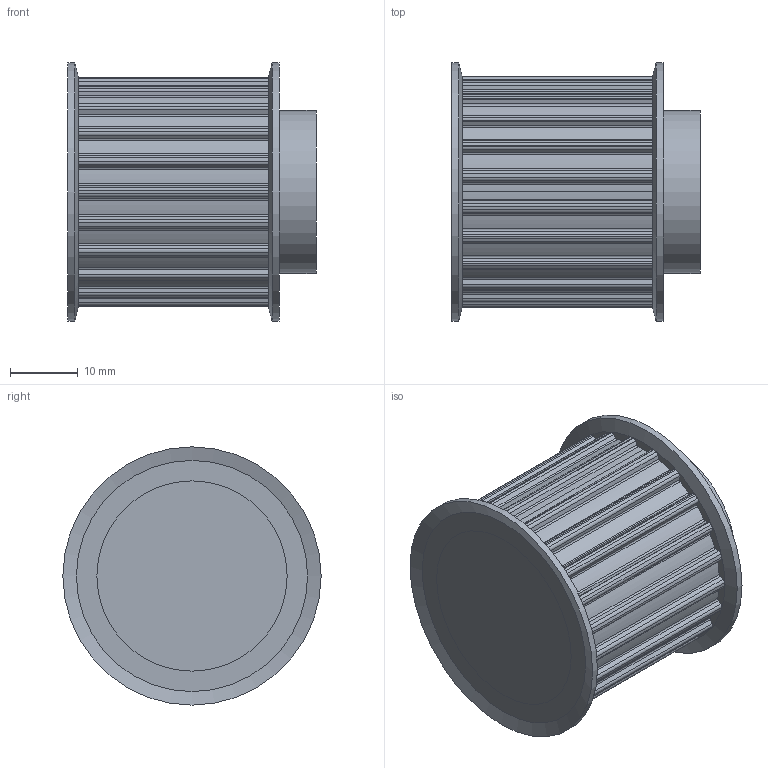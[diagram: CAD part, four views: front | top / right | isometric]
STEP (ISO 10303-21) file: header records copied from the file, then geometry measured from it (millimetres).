
FILE_DESCRIPTION(/* description */ ('Alibre Inc.'),/* implementation_level */ '2;1');
FILE_NAME(/* name */ 'export-22F203B2-5078-4433-B9C5-65C994B835F9',/* time_stamp */ '2023-12-11T15:32:50+01:00',/* author */ (''),/* organization */ (''),/* preprocessor_version */ 'ST-DEVELOPER v17',/* originating_system */ 'Alibre',/* authorisation */ '');
FILE_SCHEMA (('AUTOMOTIVE_DESIGN'));
Length unit declared in the file: millimetre
Products named in the file (3): 5030000207; 60036022BODY; 60036022
Bounding box: 36.54 x 38 x 38 mm (x, y, z)
Volume: 28083.6 mm3; surface area: 8397.1 mm2
Topology: 3 solids, 3 shells, 213 faces, 616 edges, 412 vertices
Faces by surface type: cylinder 156, plane 53, cone 4
Full cylindrical faces by diameter (mm): 24 x1, 28 x4, 38 x2
Entity records: 6850 total; most frequent: DIRECTION 1215, ORIENTED_EDGE 1204, CARTESIAN_POINT 1179, EDGE_CURVE 602, AXIS2_PLACEMENT_3D 489, VERTEX_POINT 402, VECTOR 288, LINE 288
